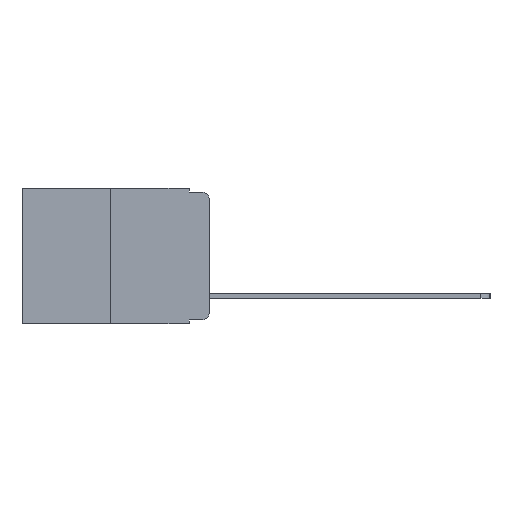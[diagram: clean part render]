
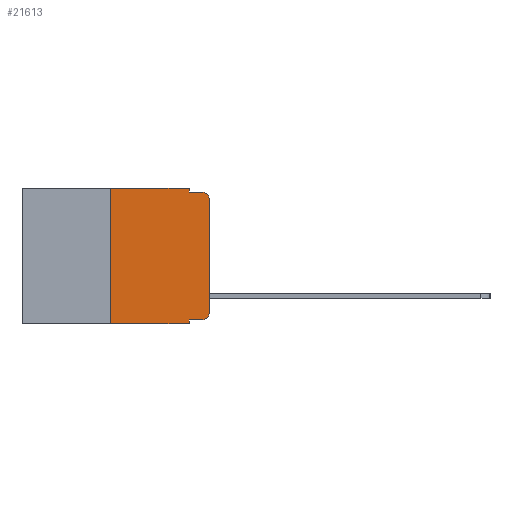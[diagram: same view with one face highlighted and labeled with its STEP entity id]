
A CAD part, left-side view. The second image highlights one B-rep face of the part: STEP entity #21613.
In plain terms, the highlighted planar face has unit normal (-1, 0, 0).
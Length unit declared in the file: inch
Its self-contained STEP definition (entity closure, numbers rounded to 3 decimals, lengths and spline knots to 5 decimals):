
#872 = VECTOR ( 'NONE', #3537, 39.37008 ) ;
#1097 = DIRECTION ( 'NONE',  ( 0., 0., -1. ) ) ;
#1106 = EDGE_CURVE ( 'NONE', #16050, #17325, #21568, .T. ) ;
#1411 = CARTESIAN_POINT ( 'NONE',  ( 0., 0.25, -0.343 ) ) ;
#1513 = VERTEX_POINT ( 'NONE', #22238 ) ;
#1784 = CARTESIAN_POINT ( 'NONE',  ( 0., 0.02, -0.01 ) ) ;
#1876 = DIRECTION ( 'NONE',  ( 0., 0., 1. ) ) ;
#2143 = LINE ( 'NONE', #7118, #11017 ) ;
#2163 = VECTOR ( 'NONE', #3084, 39.37008 ) ;
#2720 = EDGE_CURVE ( 'NONE', #20442, #3987, #7510, .T. ) ;
#2783 = EDGE_CURVE ( 'NONE', #3987, #3138, #5315, .T. ) ;
#2794 = EDGE_CURVE ( 'NONE', #16712, #3138, #22256, .T. ) ;
#2826 = EDGE_CURVE ( 'NONE', #12615, #16712, #17401, .T. ) ;
#3084 = DIRECTION ( 'NONE',  ( 0., 0., 1. ) ) ;
#3117 = EDGE_CURVE ( 'NONE', #16050, #1513, #2143, .T. ) ;
#3138 = VERTEX_POINT ( 'NONE', #1784 ) ;
#3154 = EDGE_CURVE ( 'NONE', #16303, #17325, #15523, .T. ) ;
#3160 = EDGE_CURVE ( 'NONE', #16303, #3620, #5293, .T. ) ;
#3537 = DIRECTION ( 'NONE',  ( 0., -1., 0. ) ) ;
#3574 = EDGE_CURVE ( 'NONE', #3620, #20442, #17596, .T. ) ;
#3620 = VERTEX_POINT ( 'NONE', #12479 ) ;
#3939 = DIRECTION ( 'NONE',  ( -1., 0., 0. ) ) ;
#3987 = VERTEX_POINT ( 'NONE', #20996 ) ;
#4168 = ORIENTED_EDGE ( 'NONE', *, *, #2794, .F. ) ;
#4410 = ORIENTED_EDGE ( 'NONE', *, *, #1106, .T. ) ;
#4808 = DIRECTION ( 'NONE',  ( 0., -1., 0. ) ) ;
#5293 = LINE ( 'NONE', #13941, #872 ) ;
#5315 = CIRCLE ( 'NONE', #19931, 0.02 ) ;
#6192 = CARTESIAN_POINT ( 'NONE',  ( 0., 0.051, -0.343 ) ) ;
#6323 = FACE_OUTER_BOUND ( 'NONE', #14443, .T. ) ;
#7118 = CARTESIAN_POINT ( 'NONE',  ( 0., 0.25, 0. ) ) ;
#7510 = LINE ( 'NONE', #17101, #2163 ) ;
#7588 = VECTOR ( 'NONE', #11918, 39.37008 ) ;
#7825 = DIRECTION ( 'NONE',  ( 0., -1., 0. ) ) ;
#8422 = CARTESIAN_POINT ( 'NONE',  ( 0., 0.051, -0.01 ) ) ;
#8878 = DIRECTION ( 'NONE',  ( 0., 0., -1. ) ) ;
#9261 = AXIS2_PLACEMENT_3D ( 'NONE', #19345, #3939, #16038 ) ;
#9714 = ORIENTED_EDGE ( 'NONE', *, *, #3154, .F. ) ;
#10684 = DIRECTION ( 'NONE',  ( 0., 0., -1. ) ) ;
#11017 = VECTOR ( 'NONE', #1876, 39.37008 ) ;
#11248 = CARTESIAN_POINT ( 'NONE',  ( 0., 0.051, 0. ) ) ;
#11586 = DIRECTION ( 'NONE',  ( 0., 0., -1. ) ) ;
#11765 = CARTESIAN_POINT ( 'NONE',  ( 0., 0.051, -0.01 ) ) ;
#11813 = CARTESIAN_POINT ( 'NONE',  ( 0., 0.051, 0. ) ) ;
#11918 = DIRECTION ( 'NONE',  ( 0., -1., 0. ) ) ;
#12479 = CARTESIAN_POINT ( 'NONE',  ( 0., 0.02, -0.333 ) ) ;
#12599 = CARTESIAN_POINT ( 'NONE',  ( 0., 0.051, 0. ) ) ;
#12615 = VERTEX_POINT ( 'NONE', #11248 ) ;
#12645 = CARTESIAN_POINT ( 'NONE',  ( 0., 0.051, -0.333 ) ) ;
#13701 = CARTESIAN_POINT ( 'NONE',  ( 0., 0.473, -0.343 ) ) ;
#13718 = LINE ( 'NONE', #21225, #18186 ) ;
#13925 = CARTESIAN_POINT ( 'NONE',  ( 0., 0.473, 0. ) ) ;
#13941 = CARTESIAN_POINT ( 'NONE',  ( 0., 0.051, -0.333 ) ) ;
#14443 = EDGE_LOOP ( 'NONE', ( #17142, #20453, #4168, #18367, #21742, #18932, #4410, #9714, #22355, #19128 ) ) ;
#14837 = CARTESIAN_POINT ( 'NONE',  ( 0., 0., -0.313 ) ) ;
#15523 = LINE ( 'NONE', #12599, #18908 ) ;
#16038 = DIRECTION ( 'NONE',  ( 0., 0., -1. ) ) ;
#16050 = VERTEX_POINT ( 'NONE', #1411 ) ;
#16303 = VERTEX_POINT ( 'NONE', #12645 ) ;
#16712 = VERTEX_POINT ( 'NONE', #11765 ) ;
#17101 = CARTESIAN_POINT ( 'NONE',  ( 0., 0., 0. ) ) ;
#17142 = ORIENTED_EDGE ( 'NONE', *, *, #2720, .T. ) ;
#17171 = AXIS2_PLACEMENT_3D ( 'NONE', #13925, #18964, #8878 ) ;
#17325 = VERTEX_POINT ( 'NONE', #6192 ) ;
#17341 = PLANE ( 'NONE',  #17171 ) ;
#17401 = LINE ( 'NONE', #11813, #18410 ) ;
#17596 = CIRCLE ( 'NONE', #9261, 0.02 ) ;
#17900 = VECTOR ( 'NONE', #4808, 39.37008 ) ;
#18186 = VECTOR ( 'NONE', #7825, 39.37008 ) ;
#18367 = ORIENTED_EDGE ( 'NONE', *, *, #2826, .F. ) ;
#18410 = VECTOR ( 'NONE', #1097, 39.37008 ) ;
#18908 = VECTOR ( 'NONE', #10684, 39.37008 ) ;
#18932 = ORIENTED_EDGE ( 'NONE', *, *, #3117, .F. ) ;
#18964 = DIRECTION ( 'NONE',  ( 1., 0., 0. ) ) ;
#19128 = ORIENTED_EDGE ( 'NONE', *, *, #3574, .T. ) ;
#19345 = CARTESIAN_POINT ( 'NONE',  ( 0., 0.02, -0.313 ) ) ;
#19773 = EDGE_CURVE ( 'NONE', #1513, #12615, #13718, .T. ) ;
#19931 = AXIS2_PLACEMENT_3D ( 'NONE', #20215, #21570, #11586 ) ;
#20215 = CARTESIAN_POINT ( 'NONE',  ( 0., 0.02, -0.03 ) ) ;
#20442 = VERTEX_POINT ( 'NONE', #14837 ) ;
#20453 = ORIENTED_EDGE ( 'NONE', *, *, #2783, .T. ) ;
#20996 = CARTESIAN_POINT ( 'NONE',  ( 0., 0., -0.03 ) ) ;
#21225 = CARTESIAN_POINT ( 'NONE',  ( 0., 0.473, 0. ) ) ;
#21568 = LINE ( 'NONE', #13701, #7588 ) ;
#21570 = DIRECTION ( 'NONE',  ( -1., 0., 0. ) ) ;
#21613 = ADVANCED_FACE ( 'NONE', ( #6323 ), #17341, .F. ) ;
#21742 = ORIENTED_EDGE ( 'NONE', *, *, #19773, .F. ) ;
#22238 = CARTESIAN_POINT ( 'NONE',  ( 0., 0.25, 0. ) ) ;
#22256 = LINE ( 'NONE', #8422, #17900 ) ;
#22355 = ORIENTED_EDGE ( 'NONE', *, *, #3160, .T. ) ;
